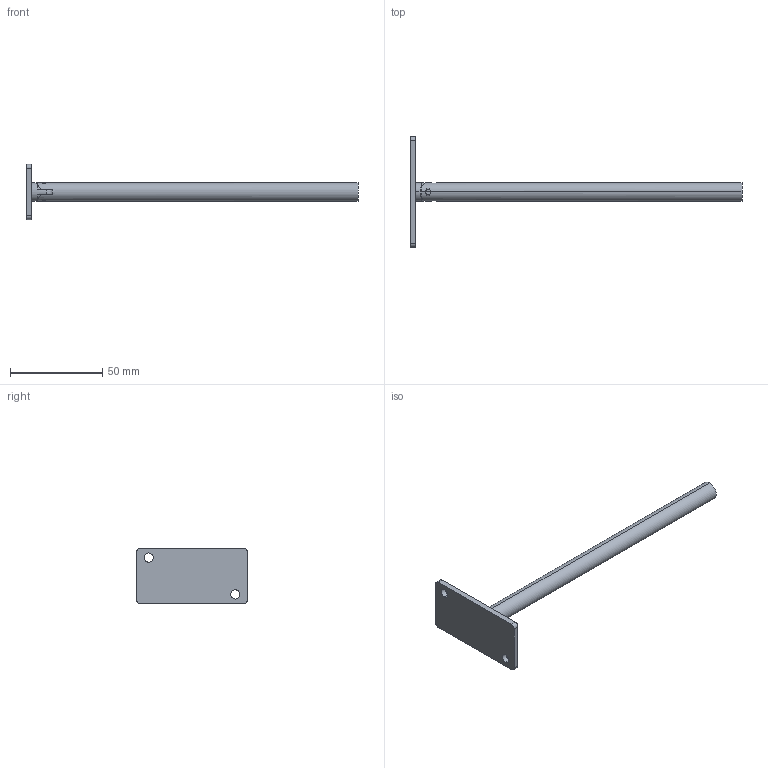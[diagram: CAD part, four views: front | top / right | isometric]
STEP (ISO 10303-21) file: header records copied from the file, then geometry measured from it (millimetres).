
FILE_DESCRIPTION (( 'STEP AP203' ), '1' );
FILE_NAME ('3D_GC2082_Flach_188684670.STEP', '2024-10-02T07:41:49', ( '' ), ( '' ), 'SwSTEP 2.0', 'SolidWorks 2024', '' );
FILE_SCHEMA (( 'CONFIG_CONTROL_DESIGN' ));
Length unit declared in the file: millimetre
Products named in the file (1): 3D_GC2082_Flach_188684670
Bounding box: 180 x 60 x 30 mm (x, y, z)
Volume: 19219.2 mm3; surface area: 10309.6 mm2
Topology: 3 solids, 3 shells, 42 faces, 100 edges, 65 vertices
Faces by surface type: cylinder 19, plane 17, torus 6
Entity records: 1438 total; most frequent: CARTESIAN_POINT 344, DIRECTION 227, ORIENTED_EDGE 200, EDGE_CURVE 100, AXIS2_PLACEMENT_3D 92, VERTEX_POINT 65, CIRCLE 49, EDGE_LOOP 49
